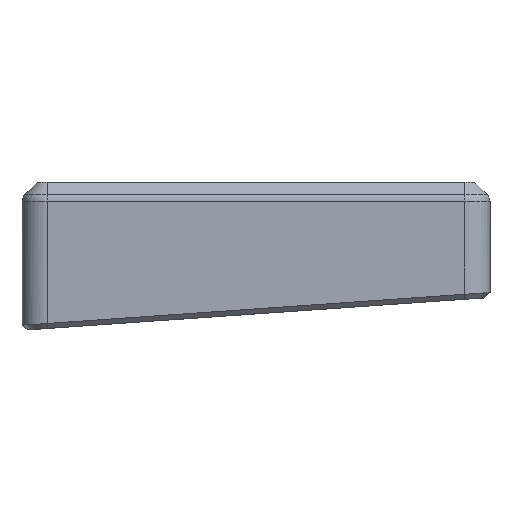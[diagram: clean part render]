
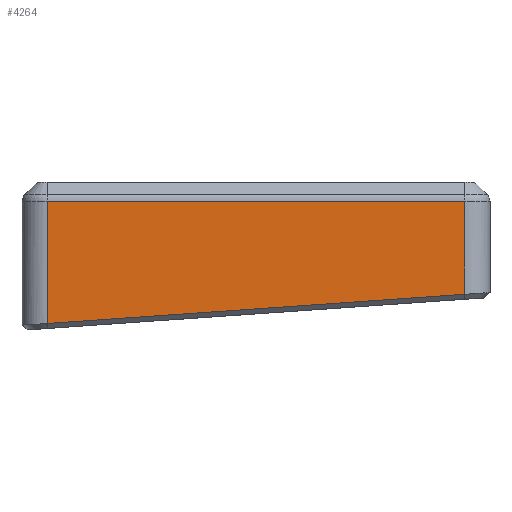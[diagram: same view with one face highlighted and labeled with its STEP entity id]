
A CAD part, left-side view. The second image highlights one B-rep face of the part: STEP entity #4264.
In plain terms, the highlighted planar face has unit normal (-1, 0, 0).
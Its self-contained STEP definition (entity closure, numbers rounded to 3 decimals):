
#380=PLANE('',#4533);
#564=FACE_OUTER_BOUND('',#826,.T.);
#826=EDGE_LOOP('',(#3518,#3519,#3520,#3521,#3522));
#1096=B_SPLINE_CURVE_WITH_KNOTS('',3,(#8296,#8297,#8298,#8299),
 .UNSPECIFIED.,.F.,.F.,(4,4),(1.557,1.571),
 .UNSPECIFIED.);
#1284=LINE('',#8189,#1600);
#1293=LINE('',#8348,#1609);
#1295=LINE('',#8354,#1611);
#1296=LINE('',#8355,#1612);
#1600=VECTOR('',#5221,10.);
#1609=VECTOR('',#5236,10.);
#1611=VECTOR('',#5242,10.);
#1612=VECTOR('',#5243,10.);
#1989=VERTEX_POINT('',#8185);
#1990=VERTEX_POINT('',#8187);
#1991=VERTEX_POINT('',#8234);
#1997=VERTEX_POINT('',#8347);
#1999=VERTEX_POINT('',#8353);
#2526=EDGE_CURVE('',#1990,#1989,#1284,.T.);
#2535=EDGE_CURVE('',#1991,#1990,#1096,.T.);
#2541=EDGE_CURVE('',#1989,#1997,#1293,.T.);
#2544=EDGE_CURVE('',#1999,#1991,#1295,.T.);
#2545=EDGE_CURVE('',#1997,#1999,#1296,.T.);
#3518=ORIENTED_EDGE('',*,*,#2526,.F.);
#3519=ORIENTED_EDGE('',*,*,#2535,.F.);
#3520=ORIENTED_EDGE('',*,*,#2544,.F.);
#3521=ORIENTED_EDGE('',*,*,#2545,.F.);
#3522=ORIENTED_EDGE('',*,*,#2541,.F.);
#4264=ADVANCED_FACE('',(#564),#380,.T.);
#4533=AXIS2_PLACEMENT_3D('',#8352,#5240,#5241);
#5221=DIRECTION('',(0.,0.998,-0.07));
#5236=DIRECTION('',(0.,0.,1.));
#5240=DIRECTION('center_axis',(-1.,0.,0.));
#5241=DIRECTION('ref_axis',(0.,1.,0.));
#5242=DIRECTION('',(0.,0.,-1.));
#5243=DIRECTION('',(0.,-1.,0.));
#8185=CARTESIAN_POINT('',(45.7,-45.83,-18.978));
#8187=CARTESIAN_POINT('',(45.7,-128.71,-13.182));
#8189=CARTESIAN_POINT('',(45.7,-88.035,-16.026));
#8234=CARTESIAN_POINT('',(45.7,-128.78,-13.177));
#8296=CARTESIAN_POINT('Ctrl Pts',(45.7,-128.78,-13.177));
#8297=CARTESIAN_POINT('Ctrl Pts',(45.7,-128.757,-13.179));
#8298=CARTESIAN_POINT('Ctrl Pts',(45.7,-128.733,-13.181));
#8299=CARTESIAN_POINT('Ctrl Pts',(45.7,-128.71,-13.182));
#8347=CARTESIAN_POINT('',(45.7,-45.83,5.272));
#8348=CARTESIAN_POINT('',(45.7,-45.83,9.1));
#8352=CARTESIAN_POINT('Origin',(45.7,-132.78,9.1));
#8353=CARTESIAN_POINT('',(45.7,-128.78,5.272));
#8354=CARTESIAN_POINT('',(45.7,-128.78,9.1));
#8355=CARTESIAN_POINT('',(45.7,-121.411,5.272));
